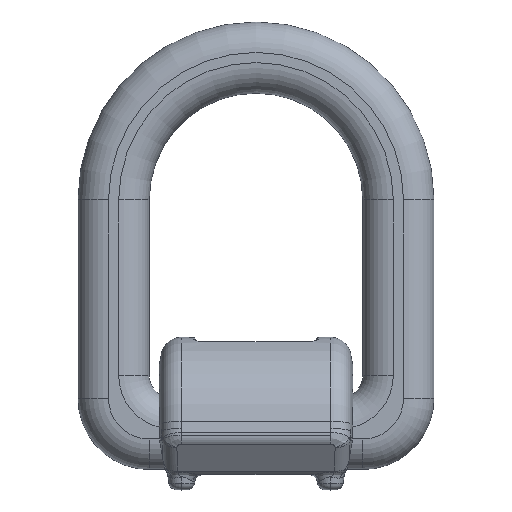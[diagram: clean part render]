
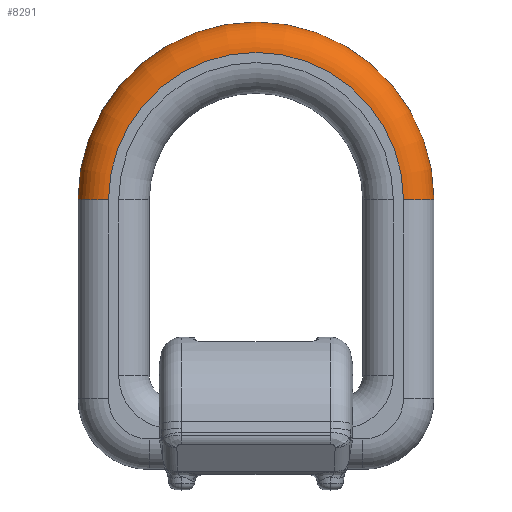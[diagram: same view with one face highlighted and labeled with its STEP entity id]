
A CAD part, top view. The second image highlights one B-rep face of the part: STEP entity #8291.
In plain terms, the highlighted toroidal (fillet/blend) face has major radius 29 mm and minor radius 6 mm.
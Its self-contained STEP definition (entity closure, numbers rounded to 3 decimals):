
#316 = ORIENTED_EDGE ( 'NONE', *, *, #1639, .F. ) ;
#472 = CARTESIAN_POINT ( 'NONE',  ( 0., 9., 1. ) ) ;
#608 = DIRECTION ( 'NONE',  ( 1., 0., 0. ) ) ;
#745 = EDGE_CURVE ( 'NONE', #1133, #4069, #5369, .T. ) ;
#871 = VERTEX_POINT ( 'NONE', #6637 ) ;
#877 = DIRECTION ( 'NONE',  ( 1., 0., 0. ) ) ;
#1133 = VERTEX_POINT ( 'NONE', #6026 ) ;
#1253 = DIRECTION ( 'NONE',  ( 1., 0., 0. ) ) ;
#1498 = AXIS2_PLACEMENT_3D ( 'NONE', #3090, #1670, #877 ) ;
#1639 = EDGE_CURVE ( 'NONE', #6039, #871, #9513, .T. ) ;
#1670 = DIRECTION ( 'NONE',  ( 0., 0., 1. ) ) ;
#1714 = EDGE_CURVE ( 'NONE', #6039, #4069, #3229, .T. ) ;
#1715 = ORIENTED_EDGE ( 'NONE', *, *, #745, .F. ) ;
#2140 = DIRECTION ( 'NONE',  ( 0., 0., 1. ) ) ;
#2286 = AXIS2_PLACEMENT_3D ( 'NONE', #5623, #8682, #3484 ) ;
#2533 = FACE_OUTER_BOUND ( 'NONE', #6033, .T. ) ;
#3090 = CARTESIAN_POINT ( 'NONE',  ( 0., 9., 7. ) ) ;
#3229 = CIRCLE ( 'NONE', #2286, 6. ) ;
#3411 = CARTESIAN_POINT ( 'NONE',  ( 0., 9., 1. ) ) ;
#3484 = DIRECTION ( 'NONE',  ( -1., 0., 0. ) ) ;
#3871 = TOROIDAL_SURFACE ( 'NONE', #7172, 29., 6. ) ;
#4069 = VERTEX_POINT ( 'NONE', #7515 ) ;
#4329 = EDGE_CURVE ( 'NONE', #1133, #871, #5471, .T. ) ;
#4465 = DIRECTION ( 'NONE',  ( 0., 1., 0. ) ) ;
#5013 = CARTESIAN_POINT ( 'NONE',  ( -29., 9., 1. ) ) ;
#5369 = CIRCLE ( 'NONE', #9160, 35. ) ;
#5471 = CIRCLE ( 'NONE', #9569, 6. ) ;
#5623 = CARTESIAN_POINT ( 'NONE',  ( 29., 9., 1. ) ) ;
#6026 = CARTESIAN_POINT ( 'NONE',  ( -35., 9., 1. ) ) ;
#6033 = EDGE_LOOP ( 'NONE', ( #6249, #1715, #7015, #316 ) ) ;
#6039 = VERTEX_POINT ( 'NONE', #7238 ) ;
#6249 = ORIENTED_EDGE ( 'NONE', *, *, #1714, .T. ) ;
#6637 = CARTESIAN_POINT ( 'NONE',  ( -29., 9., 7. ) ) ;
#7015 = ORIENTED_EDGE ( 'NONE', *, *, #4329, .T. ) ;
#7172 = AXIS2_PLACEMENT_3D ( 'NONE', #472, #2140, #1253 ) ;
#7238 = CARTESIAN_POINT ( 'NONE',  ( 29., 9., 7. ) ) ;
#7324 = DIRECTION ( 'NONE',  ( 0., 0., 1. ) ) ;
#7515 = CARTESIAN_POINT ( 'NONE',  ( 35., 9., 1. ) ) ;
#7910 = DIRECTION ( 'NONE',  ( 0., 0., -1. ) ) ;
#8291 = ADVANCED_FACE ( 'NONE', ( #2533 ), #3871, .T. ) ;
#8682 = DIRECTION ( 'NONE',  ( 0., 1., 0. ) ) ;
#9160 = AXIS2_PLACEMENT_3D ( 'NONE', #3411, #7910, #608 ) ;
#9513 = CIRCLE ( 'NONE', #1498, 29. ) ;
#9569 = AXIS2_PLACEMENT_3D ( 'NONE', #5013, #4465, #7324 ) ;
